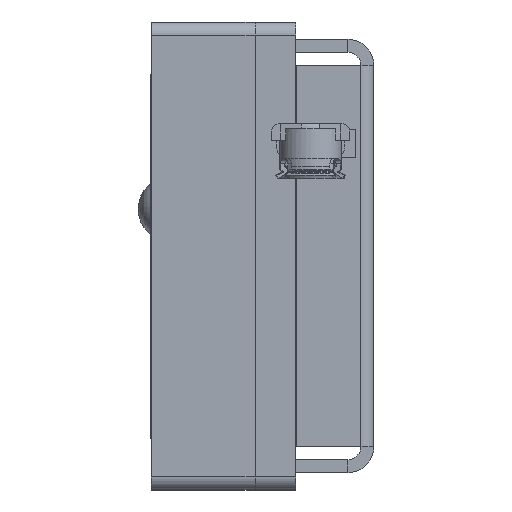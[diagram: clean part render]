
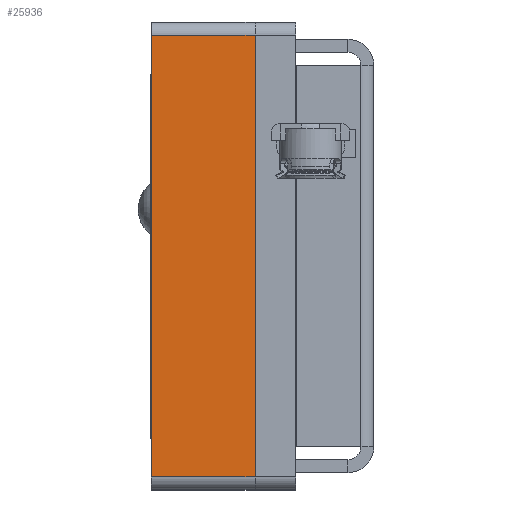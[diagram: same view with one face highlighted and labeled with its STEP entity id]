
A CAD part, left-side view. The second image highlights one B-rep face of the part: STEP entity #25936.
In plain terms, the highlighted planar face has unit normal (-1, 0, 0).
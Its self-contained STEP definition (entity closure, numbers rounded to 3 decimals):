
#238 = AXIS2_PLACEMENT_3D ( 'NONE', #24548, #8836, #27219 ) ;
#616 = CARTESIAN_POINT ( 'NONE',  ( -9., 5.57, 8.5 ) ) ;
#1312 = CARTESIAN_POINT ( 'NONE',  ( -9., 5.57, -8.5 ) ) ;
#2154 = CARTESIAN_POINT ( 'NONE',  ( -9., 5.57, -8.5 ) ) ;
#2894 = FACE_OUTER_BOUND ( 'NONE', #16665, .T. ) ;
#3226 = DIRECTION ( 'NONE',  ( 0., 1., 0. ) ) ;
#5622 = EDGE_CURVE ( 'NONE', #30957, #34013, #6930, .T. ) ;
#6930 = LINE ( 'NONE', #2154, #20897 ) ;
#8274 = LINE ( 'NONE', #12740, #14424 ) ;
#8650 = DIRECTION ( 'NONE',  ( 0., 0., 1. ) ) ;
#8836 = DIRECTION ( 'NONE',  ( 1., 0., 0. ) ) ;
#8903 = ORIENTED_EDGE ( 'NONE', *, *, #5622, .T. ) ;
#12091 = CARTESIAN_POINT ( 'NONE',  ( -9., 1.57, -8.5 ) ) ;
#12228 = VERTEX_POINT ( 'NONE', #20857 ) ;
#12266 = VECTOR ( 'NONE', #8650, 1000. ) ;
#12740 = CARTESIAN_POINT ( 'NONE',  ( -9., 5.57, 9. ) ) ;
#14424 = VECTOR ( 'NONE', #15378, 1000. ) ;
#15378 = DIRECTION ( 'NONE',  ( 0., 0., 1. ) ) ;
#15554 = ORIENTED_EDGE ( 'NONE', *, *, #20037, .F. ) ;
#16109 = CARTESIAN_POINT ( 'NONE',  ( -9., 1.57, 9. ) ) ;
#16665 = EDGE_LOOP ( 'NONE', ( #15554, #8903, #32297, #24920 ) ) ;
#18092 = VECTOR ( 'NONE', #3226, 1000. ) ;
#19220 = LINE ( 'NONE', #16109, #12266 ) ;
#20037 = EDGE_CURVE ( 'NONE', #30957, #12228, #8274, .T. ) ;
#20502 = DIRECTION ( 'NONE',  ( 0., -1., 0. ) ) ;
#20857 = CARTESIAN_POINT ( 'NONE',  ( -9., 5.57, 8.5 ) ) ;
#20897 = VECTOR ( 'NONE', #20502, 1000. ) ;
#24548 = CARTESIAN_POINT ( 'NONE',  ( -9., 5.57, 9. ) ) ;
#24920 = ORIENTED_EDGE ( 'NONE', *, *, #33423, .T. ) ;
#25082 = LINE ( 'NONE', #616, #18092 ) ;
#25936 = ADVANCED_FACE ( 'NONE', ( #2894 ), #26538, .F. ) ;
#26113 = CARTESIAN_POINT ( 'NONE',  ( -9., 1.57, 8.5 ) ) ;
#26538 = PLANE ( 'NONE',  #238 ) ;
#26744 = VERTEX_POINT ( 'NONE', #26113 ) ;
#26897 = EDGE_CURVE ( 'NONE', #34013, #26744, #19220, .T. ) ;
#27219 = DIRECTION ( 'NONE',  ( 0., 0., -1. ) ) ;
#30957 = VERTEX_POINT ( 'NONE', #1312 ) ;
#32297 = ORIENTED_EDGE ( 'NONE', *, *, #26897, .T. ) ;
#33423 = EDGE_CURVE ( 'NONE', #26744, #12228, #25082, .T. ) ;
#34013 = VERTEX_POINT ( 'NONE', #12091 ) ;
